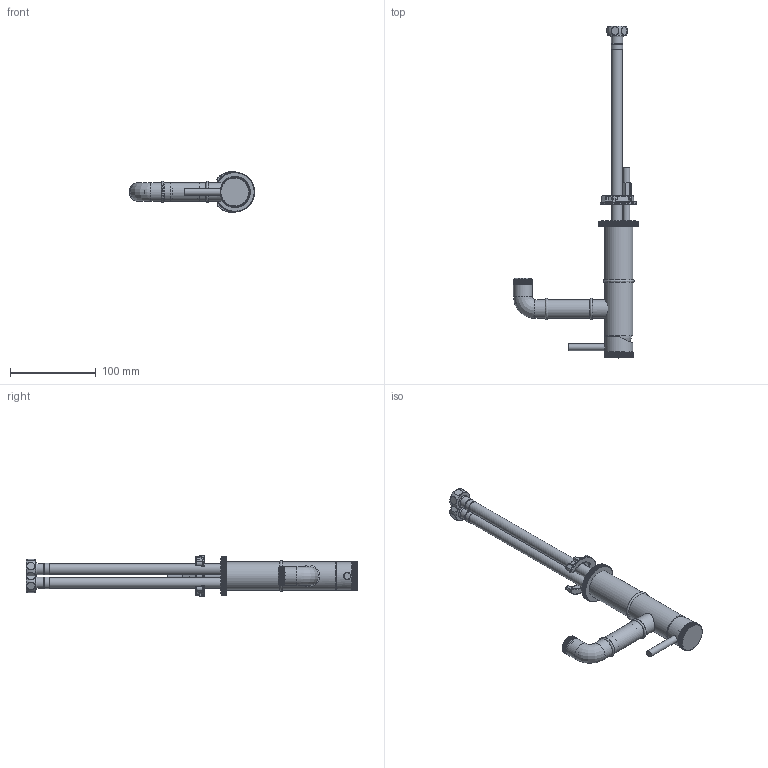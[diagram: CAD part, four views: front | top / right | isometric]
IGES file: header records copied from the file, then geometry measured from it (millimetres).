
Global section: file name: AGM76.A001 - PRI110 - Basin Monobloc; native system: Autodesk Inventor 2016; preprocessor: unknown; author: J.Rodrigues; date: 20190508.160014; units: millimetre
Bounding box: 145.5 x 386.23 x 47.41 mm (x, y, z)
Volume: 169977.2 mm3; surface area: 118821.7 mm2
Topology: 25 solids, 25 shells, 7976 faces, 18036 edges, 10322 vertices
Faces by surface type: bspline 5029, plane 1330, cylinder 1313, revolution 245, cone 54, sphere 5
Full cylindrical faces by diameter (mm): 3.8 x3, 5 x1, 6 x1, 7 x1, 8 x2, 8.4 x4, 10 x2, 10.8 x1, 11 x2, 12.158 x2, 12.5 x2, 13 x4, 13.5 x2, 13.6 x1, 14.9 x2, 15.4 x2, 16.4 x1, 16.5 x2, 18.5 x1, 19 x1, 19.99 x1, 20 x3, 22 x4, 24.3 x1, 24.85 x1, 25 x2, 26 x1, 27.2 x2, 27.5 x1, 29 x1
